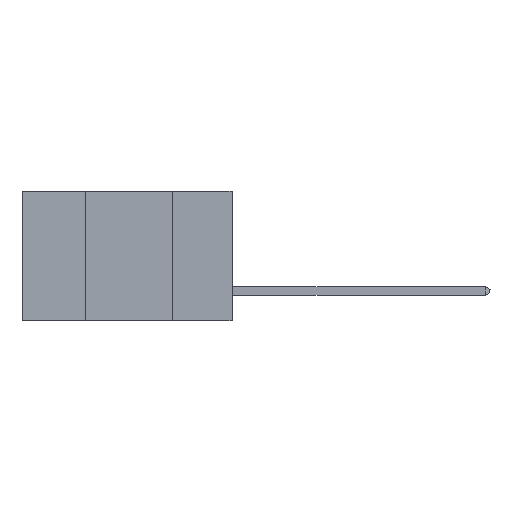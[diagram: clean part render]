
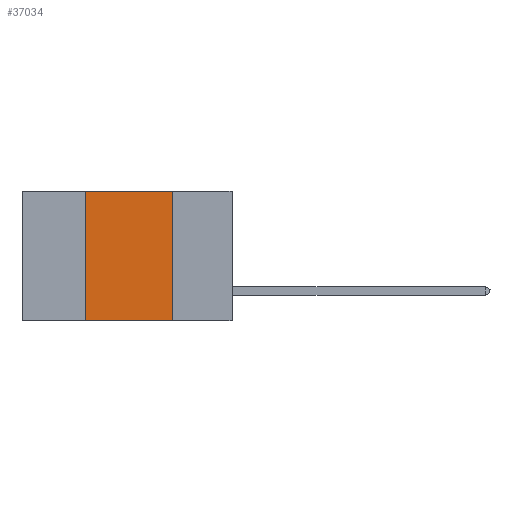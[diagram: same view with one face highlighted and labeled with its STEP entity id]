
A CAD part, left-side view. The second image highlights one B-rep face of the part: STEP entity #37034.
In plain terms, the highlighted planar face has unit normal (-1, 0, 0).
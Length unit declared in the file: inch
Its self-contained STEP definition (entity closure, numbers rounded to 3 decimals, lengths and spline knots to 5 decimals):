
#254 = VERTEX_POINT ( 'NONE', #19706 ) ;
#1709 = EDGE_CURVE ( 'NONE', #41376, #254, #16148, .T. ) ;
#2677 = PLANE ( 'NONE',  #3538 ) ;
#3538 = AXIS2_PLACEMENT_3D ( 'NONE', #25268, #40835, #29120 ) ;
#5082 = LINE ( 'NONE', #30575, #6381 ) ;
#5923 = EDGE_CURVE ( 'NONE', #254, #45995, #8462, .T. ) ;
#6381 = VECTOR ( 'NONE', #11290, 39.37008 ) ;
#8462 = LINE ( 'NONE', #19827, #20371 ) ;
#8827 = CARTESIAN_POINT ( 'NONE',  ( 0., 0.42, -0.37 ) ) ;
#10883 = EDGE_CURVE ( 'NONE', #41376, #38667, #25181, .T. ) ;
#11290 = DIRECTION ( 'NONE',  ( 0., 0., -1. ) ) ;
#13087 = EDGE_LOOP ( 'NONE', ( #35623, #28396, #36065, #40136 ) ) ;
#14185 = CARTESIAN_POINT ( 'NONE',  ( 0., 0.17, -0.37 ) ) ;
#16148 = LINE ( 'NONE', #38573, #42238 ) ;
#19706 = CARTESIAN_POINT ( 'NONE',  ( 0., 0.42, 0. ) ) ;
#19767 = EDGE_CURVE ( 'NONE', #45995, #38667, #5082, .T. ) ;
#19827 = CARTESIAN_POINT ( 'NONE',  ( 0., 0.6, 0. ) ) ;
#20371 = VECTOR ( 'NONE', #39895, 39.37008 ) ;
#25181 = LINE ( 'NONE', #39918, #46911 ) ;
#25268 = CARTESIAN_POINT ( 'NONE',  ( 0., 0.6, 0. ) ) ;
#27006 = DIRECTION ( 'NONE',  ( 0., 0., 1. ) ) ;
#28396 = ORIENTED_EDGE ( 'NONE', *, *, #5923, .F. ) ;
#29120 = DIRECTION ( 'NONE',  ( 0., 0., -1. ) ) ;
#29383 = FACE_OUTER_BOUND ( 'NONE', #13087, .T. ) ;
#30575 = CARTESIAN_POINT ( 'NONE',  ( 0., 0.17, 0. ) ) ;
#34478 = CARTESIAN_POINT ( 'NONE',  ( 0., 0.17, 0. ) ) ;
#35623 = ORIENTED_EDGE ( 'NONE', *, *, #19767, .F. ) ;
#36065 = ORIENTED_EDGE ( 'NONE', *, *, #1709, .F. ) ;
#37034 = ADVANCED_FACE ( 'NONE', ( #29383 ), #2677, .F. ) ;
#38573 = CARTESIAN_POINT ( 'NONE',  ( 0., 0.42, 0. ) ) ;
#38667 = VERTEX_POINT ( 'NONE', #14185 ) ;
#39895 = DIRECTION ( 'NONE',  ( 0., -1., 0. ) ) ;
#39918 = CARTESIAN_POINT ( 'NONE',  ( 0., 0.6, -0.37 ) ) ;
#40136 = ORIENTED_EDGE ( 'NONE', *, *, #10883, .T. ) ;
#40835 = DIRECTION ( 'NONE',  ( 1., 0., 0. ) ) ;
#41376 = VERTEX_POINT ( 'NONE', #8827 ) ;
#42238 = VECTOR ( 'NONE', #27006, 39.37008 ) ;
#45995 = VERTEX_POINT ( 'NONE', #34478 ) ;
#46906 = DIRECTION ( 'NONE',  ( 0., -1., 0. ) ) ;
#46911 = VECTOR ( 'NONE', #46906, 39.37008 ) ;
